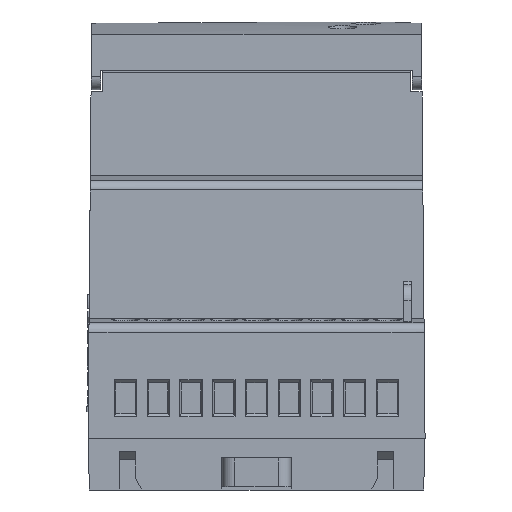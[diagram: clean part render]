
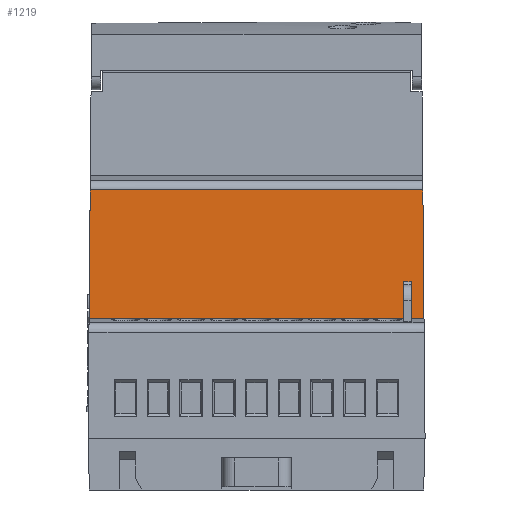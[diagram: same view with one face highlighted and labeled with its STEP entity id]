
A CAD part, front view. The second image highlights one B-rep face of the part: STEP entity #1219.
In plain terms, the highlighted planar face has unit normal (0, -1, 0.009).
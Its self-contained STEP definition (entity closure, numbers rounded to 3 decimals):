
#732=FACE_OUTER_BOUND('',#4181,.T.);
#1219=ADVANCED_FACE('',(#732),#1705,.F.);
#1705=PLANE('',#9637);
#2088=LINE('',#12497,#3061);
#2366=LINE('',#13600,#3339);
#2368=LINE('',#13604,#3341);
#2376=LINE('',#13870,#3349);
#2377=LINE('',#13872,#3350);
#2378=LINE('',#13874,#3351);
#2379=LINE('',#13875,#3352);
#3061=VECTOR('',#10147,1.);
#3339=VECTOR('',#10601,1.);
#3341=VECTOR('',#10603,1.);
#3349=VECTOR('',#10613,1.);
#3350=VECTOR('',#10614,1.);
#3351=VECTOR('',#10615,1.);
#3352=VECTOR('',#10616,1.);
#4181=EDGE_LOOP('',(#5140,#5141,#5142,#5143,#5144,#5145,#5146,#5147,#5148));
#5140=ORIENTED_EDGE('',*,*,#8480,.T.);
#5141=ORIENTED_EDGE('',*,*,#8481,.T.);
#5142=ORIENTED_EDGE('',*,*,#8085,.F.);
#5143=ORIENTED_EDGE('',*,*,#8454,.F.);
#5144=ORIENTED_EDGE('',*,*,#8482,.T.);
#5145=ORIENTED_EDGE('',*,*,#8483,.T.);
#5146=ORIENTED_EDGE('',*,*,#8484,.T.);
#5147=ORIENTED_EDGE('',*,*,#8456,.F.);
#5148=ORIENTED_EDGE('',*,*,#8485,.F.);
#7249=VERTEX_POINT('',#12496);
#7250=VERTEX_POINT('',#12498);
#7567=VERTEX_POINT('',#13601);
#7568=VERTEX_POINT('',#13603);
#7569=VERTEX_POINT('',#13605);
#7592=VERTEX_POINT('',#13864);
#7593=VERTEX_POINT('',#13865);
#7594=VERTEX_POINT('',#13871);
#7595=VERTEX_POINT('',#13873);
#8085=EDGE_CURVE('',#7249,#7250,#2088,.T.);
#8454=EDGE_CURVE('',#7567,#7249,#2366,.T.);
#8456=EDGE_CURVE('',#7568,#7569,#2368,.T.);
#8480=EDGE_CURVE('',#7592,#7593,#9423,.T.);
#8481=EDGE_CURVE('',#7593,#7250,#9424,.T.);
#8482=EDGE_CURVE('',#7567,#7594,#2376,.T.);
#8483=EDGE_CURVE('',#7594,#7595,#2377,.T.);
#8484=EDGE_CURVE('',#7595,#7569,#2378,.T.);
#8485=EDGE_CURVE('',#7592,#7568,#2379,.T.);
#9423=B_SPLINE_CURVE_WITH_KNOTS('',3,(#13860,#13861,#13862,#13863),
 .UNSPECIFIED.,.F.,.F.,(4,4),(0.,1.),.UNSPECIFIED.);
#9424=B_SPLINE_CURVE_WITH_KNOTS('',3,(#13866,#13867,#13868,#13869),
 .UNSPECIFIED.,.F.,.F.,(4,4),(0.,1.),.UNSPECIFIED.);
#9637=AXIS2_PLACEMENT_3D('',#13876,#10617,#10618);
#10147=DIRECTION('',(0.009,0.009,1.));
#10601=DIRECTION('',(-1.,0.,0.));
#10603=DIRECTION('',(-1.,0.,0.));
#10613=DIRECTION('',(0.,0.009,1.));
#10614=DIRECTION('',(1.,0.,0.));
#10615=DIRECTION('',(0.,-0.009,-1.));
#10616=DIRECTION('',(0.009,-0.009,-1.));
#10617=DIRECTION('',(0.,1.,-0.009));
#10618=DIRECTION('',(-1.,0.,0.));
#12496=CARTESIAN_POINT('',(0.164,13.1,26.738));
#12497=CARTESIAN_POINT('',(-0.001,12.936,7.906));
#12498=CARTESIAN_POINT('',(0.338,13.274,46.731));
#13600=CARTESIAN_POINT('',(3.35,13.1,26.738));
#13601=CARTESIAN_POINT('',(49.15,13.1,26.738));
#13603=CARTESIAN_POINT('',(52.336,13.1,26.738));
#13604=CARTESIAN_POINT('',(3.35,13.1,26.738));
#13605=CARTESIAN_POINT('',(50.35,13.1,26.738));
#13860=CARTESIAN_POINT('',(52.162,13.274,46.731));
#13861=CARTESIAN_POINT('',(43.525,13.274,46.731));
#13862=CARTESIAN_POINT('',(34.887,13.274,46.731));
#13863=CARTESIAN_POINT('',(26.25,13.274,46.731));
#13864=CARTESIAN_POINT('',(52.162,13.274,46.731));
#13865=CARTESIAN_POINT('',(26.25,13.274,46.731));
#13866=CARTESIAN_POINT('',(26.25,13.274,46.731));
#13867=CARTESIAN_POINT('',(17.613,13.274,46.731));
#13868=CARTESIAN_POINT('',(8.975,13.274,46.731));
#13869=CARTESIAN_POINT('',(0.338,13.274,46.731));
#13870=CARTESIAN_POINT('',(49.15,13.1,26.738));
#13871=CARTESIAN_POINT('',(49.15,13.146,32.));
#13872=CARTESIAN_POINT('',(-1.399,13.146,32.));
#13873=CARTESIAN_POINT('',(50.35,13.146,32.));
#13874=CARTESIAN_POINT('',(50.35,13.1,26.738));
#13875=CARTESIAN_POINT('',(52.501,12.936,7.906));
#13876=CARTESIAN_POINT('',(-1.399,13.1,26.738));
